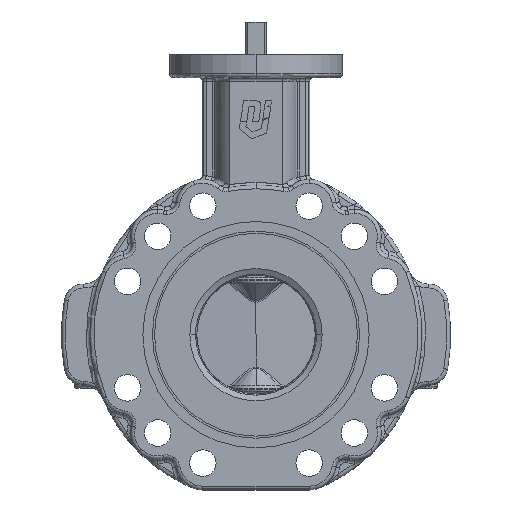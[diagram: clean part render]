
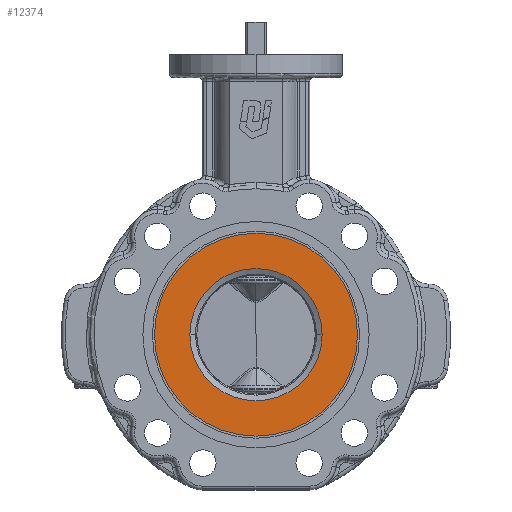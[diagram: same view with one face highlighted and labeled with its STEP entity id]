
A CAD part, left-side view. The second image highlights one B-rep face of the part: STEP entity #12374.
In plain terms, the highlighted planar face has unit normal (-1, 0, 0).
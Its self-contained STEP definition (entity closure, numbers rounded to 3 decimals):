
#9780=CARTESIAN_POINT('',(-23.1,-52.9,0.));
#9781=VERTEX_POINT('',#9780);
#9782=CARTESIAN_POINT('',(-23.1,52.9,-0.));
#9783=VERTEX_POINT('',#9782);
#9784=CARTESIAN_POINT('',(-23.1,-0.,0.));
#9785=DIRECTION('',(1.,-0.,0.));
#9786=DIRECTION('',(-0.,-1.,0.));
#9787=AXIS2_PLACEMENT_3D('',#9784,#9785,#9786);
#9788=CIRCLE('',#9787,52.9);
#9789=EDGE_CURVE('NONE',#9781,#9783,#9788,.T.);
#10022=CARTESIAN_POINT('',(-23.1,34.464,0.));
#10023=VERTEX_POINT('',#10022);
#10030=CARTESIAN_POINT('',(-23.1,-34.464,-0.));
#10031=VERTEX_POINT('',#10030);
#10032=CARTESIAN_POINT('',(-23.1,-0.,0.));
#10033=DIRECTION('',(1.,-0.,-0.));
#10034=DIRECTION('',(-0.,-1.,0.));
#10035=AXIS2_PLACEMENT_3D('',#10032,#10033,#10034);
#10036=CIRCLE('',#10035,34.464);
#10037=EDGE_CURVE('NONE',#10031,#10023,#10036,.T.);
#12204=CARTESIAN_POINT('',(-23.1,-0.,0.));
#12205=DIRECTION('',(1.,-0.,-0.));
#12206=DIRECTION('',(-0.,-1.,0.));
#12207=AXIS2_PLACEMENT_3D('',#12204,#12205,#12206);
#12208=CIRCLE('',#12207,34.464);
#12209=EDGE_CURVE('NONE',#10023,#10031,#12208,.T.);
#12305=CARTESIAN_POINT('',(-23.1,-0.,0.));
#12306=DIRECTION('',(1.,-0.,0.));
#12307=DIRECTION('',(-0.,-1.,0.));
#12308=AXIS2_PLACEMENT_3D('',#12305,#12306,#12307);
#12309=CIRCLE('',#12308,52.9);
#12310=EDGE_CURVE('NONE',#9783,#9781,#12309,.T.);
#12361=CARTESIAN_POINT('',(-23.1,-43.682,0.));
#12362=DIRECTION('',(-1.,0.,0.));
#12363=DIRECTION('',(0.,0.,-1.));
#12364=AXIS2_PLACEMENT_3D('',#12361,#12362,#12363);
#12365=PLANE('',#12364);
#12366=ORIENTED_EDGE('',*,*,#9789,.F.);
#12367=ORIENTED_EDGE('',*,*,#12310,.F.);
#12368=EDGE_LOOP('',(#12366,#12367));
#12369=FACE_BOUND('',#12368,.T.);
#12370=ORIENTED_EDGE('',*,*,#10037,.T.);
#12371=ORIENTED_EDGE('',*,*,#12209,.T.);
#12372=EDGE_LOOP('',(#12370,#12371));
#12373=FACE_BOUND('',#12372,.T.);
#12374=ADVANCED_FACE('NONE',(#12369,#12373),#12365,.T.);
